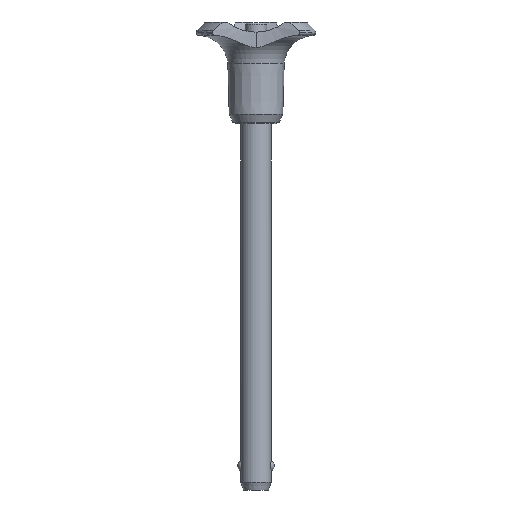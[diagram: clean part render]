
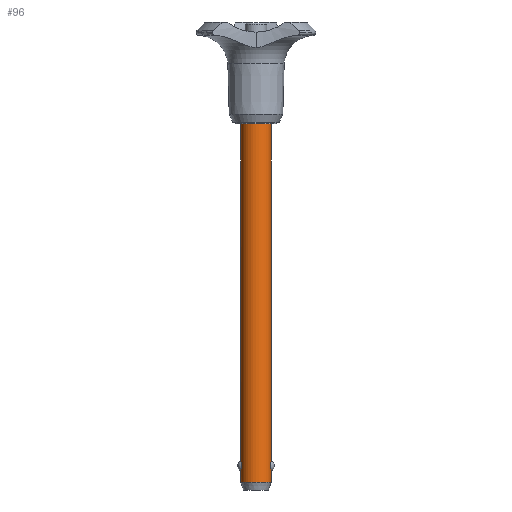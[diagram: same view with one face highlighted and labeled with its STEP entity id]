
A CAD part, front view. The second image highlights one B-rep face of the part: STEP entity #96.
In plain terms, the highlighted cylindrical face has radius 5 mm (diameter 10 mm), a partial arc.
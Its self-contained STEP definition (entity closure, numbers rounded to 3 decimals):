
#96=ADVANCED_FACE('',(#227),#228,.T.);
#227=FACE_OUTER_BOUND('',#395,.T.);
#228=CYLINDRICAL_SURFACE('',#396,5.0);
#395=EDGE_LOOP('',(#617,#618,#619,#620,#621,#622,#623,#624,#625));
#396=AXIS2_PLACEMENT_3D('',#626,#627,#628);
#617=ORIENTED_EDGE('',*,*,#1058,.F.);
#618=ORIENTED_EDGE('',*,*,#1059,.F.);
#619=ORIENTED_EDGE('',*,*,#1060,.F.);
#620=ORIENTED_EDGE('',*,*,#1061,.T.);
#621=ORIENTED_EDGE('',*,*,#1062,.F.);
#622=ORIENTED_EDGE('',*,*,#1063,.T.);
#623=ORIENTED_EDGE('',*,*,#1064,.F.);
#624=ORIENTED_EDGE('',*,*,#1065,.T.);
#625=ORIENTED_EDGE('',*,*,#1066,.T.);
#626=CARTESIAN_POINT('',(0.0,0.0,-59.8));
#627=DIRECTION('',(0.0,0.0,-1.0));
#628=DIRECTION('',(1.0,0.0,0.0));
#1058=EDGE_CURVE('',#1286,#1287,#1288,.T.);
#1059=EDGE_CURVE('',#1289,#1286,#1290,.T.);
#1060=EDGE_CURVE('',#1291,#1289,#1292,.T.);
#1061=EDGE_CURVE('',#1291,#1293,#1294,.T.);
#1062=EDGE_CURVE('',#1295,#1293,#1296,.T.);
#1063=EDGE_CURVE('',#1295,#1297,#1298,.T.);
#1064=EDGE_CURVE('',#1299,#1297,#1300,.T.);
#1065=EDGE_CURVE('',#1299,#1301,#1302,.T.);
#1066=EDGE_CURVE('',#1301,#1287,#1303,.T.);
#1286=VERTEX_POINT('',#1815);
#1287=VERTEX_POINT('',#1816);
#1288=LINE('',#1817,#1818);
#1289=VERTEX_POINT('',#1819);
#1290=CIRCLE('',#1820,5.0);
#1291=VERTEX_POINT('',#1821);
#1292=LINE('',#1822,#1823);
#1293=VERTEX_POINT('',#1824);
#1294=B_SPLINE_CURVE_WITH_KNOTS('',3,(#1825,#1826,#1827,#1828,#1829,#1830,#1831,#1832,#1833,#1834,#1835,#1836,#1837,#1838,#1839,#1840,#1841,#1842,#1843,#1844,#1845,#1846,#1847,#1848,#1849,#1850,#1851,#1852,#1853,#1854,#1855,#1856,#1857,#1858),.UNSPECIFIED.,.F.,.F.,(4,2,2,2,2,2,2,2,2,2,2,2,2,2,2,2,4),(2.748,3.239,3.73,4.018,4.306,4.604,4.901,5.199,5.497,5.794,6.092,6.389,6.687,6.975,7.263,7.754,8.245),.UNSPECIFIED.);
#1295=VERTEX_POINT('',#1859);
#1296=LINE('',#1860,#1861);
#1297=VERTEX_POINT('',#1862);
#1298=CIRCLE('',#1863,5.0);
#1299=VERTEX_POINT('',#1864);
#1300=LINE('',#1865,#1866);
#1301=VERTEX_POINT('',#1867);
#1302=B_SPLINE_CURVE_WITH_KNOTS('',3,(#1868,#1869,#1870,#1871,#1872,#1873,#1874,#1875,#1876,#1877,#1878,#1879,#1880,#1881,#1882,#1883,#1884,#1885),.UNSPECIFIED.,.F.,.F.,(4,2,2,2,2,2,2,2,4),(8.245,8.736,9.227,9.515,9.803,10.1,10.398,10.696,10.993),.UNSPECIFIED.);
#1303=B_SPLINE_CURVE_WITH_KNOTS('',3,(#1886,#1887,#1888,#1889,#1890,#1891,#1892,#1893,#1894,#1895,#1896,#1897,#1898,#1899,#1900,#1901,#1902,#1903),.UNSPECIFIED.,.F.,.F.,(4,2,2,2,2,2,2,2,4),(0.0,0.298,0.595,0.893,1.19,1.478,1.766,2.257,2.748),.UNSPECIFIED.);
#1815=CARTESIAN_POINT('',(5.0,0.0,0.0));
#1816=CARTESIAN_POINT('',(5.0,0.,-110.0));
#1817=CARTESIAN_POINT('',(5.0,0.,-59.8));
#1818=VECTOR('',#2530,1.0);
#1819=CARTESIAN_POINT('',(-5.0,0.,0.));
#1820=AXIS2_PLACEMENT_3D('',#2531,#2532,#2533);
#1821=CARTESIAN_POINT('',(-5.0,0.,-110.0));
#1822=CARTESIAN_POINT('',(-5.0,0.,-59.8));
#1823=VECTOR('',#2534,1.0);
#1824=CARTESIAN_POINT('',(-5.0,0.,-113.464));
#1825=CARTESIAN_POINT('',(-5.0,0.,-110.0));
#1826=CARTESIAN_POINT('',(-5.0,-0.164,-110.0));
#1827=CARTESIAN_POINT('',(-4.991,-0.341,-110.02));
#1828=CARTESIAN_POINT('',(-4.956,-0.684,-110.104));
#1829=CARTESIAN_POINT('',(-4.93,-0.849,-110.169));
#1830=CARTESIAN_POINT('',(-4.884,-1.073,-110.291));
#1831=CARTESIAN_POINT('',(-4.864,-1.16,-110.347));
#1832=CARTESIAN_POINT('',(-4.823,-1.323,-110.473));
#1833=CARTESIAN_POINT('',(-4.801,-1.398,-110.543));
#1834=CARTESIAN_POINT('',(-4.762,-1.527,-110.684));
#1835=CARTESIAN_POINT('',(-4.741,-1.589,-110.765));
#1836=CARTESIAN_POINT('',(-4.703,-1.699,-110.938));
#1837=CARTESIAN_POINT('',(-4.685,-1.747,-111.031));
#1838=CARTESIAN_POINT('',(-4.656,-1.823,-111.226));
#1839=CARTESIAN_POINT('',(-4.644,-1.852,-111.327));
#1840=CARTESIAN_POINT('',(-4.629,-1.891,-111.53));
#1841=CARTESIAN_POINT('',(-4.625,-1.9,-111.633));
#1842=CARTESIAN_POINT('',(-4.625,-1.9,-111.831));
#1843=CARTESIAN_POINT('',(-4.629,-1.891,-111.934));
#1844=CARTESIAN_POINT('',(-4.644,-1.852,-112.137));
#1845=CARTESIAN_POINT('',(-4.656,-1.823,-112.239));
#1846=CARTESIAN_POINT('',(-4.685,-1.747,-112.433));
#1847=CARTESIAN_POINT('',(-4.703,-1.699,-112.526));
#1848=CARTESIAN_POINT('',(-4.741,-1.589,-112.7));
#1849=CARTESIAN_POINT('',(-4.762,-1.527,-112.78));
#1850=CARTESIAN_POINT('',(-4.801,-1.398,-112.921));
#1851=CARTESIAN_POINT('',(-4.823,-1.323,-112.991));
#1852=CARTESIAN_POINT('',(-4.864,-1.16,-113.117));
#1853=CARTESIAN_POINT('',(-4.884,-1.073,-113.173));
#1854=CARTESIAN_POINT('',(-4.93,-0.849,-113.295));
#1855=CARTESIAN_POINT('',(-4.956,-0.684,-113.36));
#1856=CARTESIAN_POINT('',(-4.991,-0.341,-113.444));
#1857=CARTESIAN_POINT('',(-5.0,-0.164,-113.464));
#1858=CARTESIAN_POINT('',(-5.0,0.,-113.464));
#1859=CARTESIAN_POINT('',(-5.0,0.,-117.1));
#1860=CARTESIAN_POINT('',(-5.0,0.,-59.8));
#1861=VECTOR('',#2535,1.0);
#1862=CARTESIAN_POINT('',(5.0,0.,-117.1));
#1863=AXIS2_PLACEMENT_3D('',#2536,#2537,#2538);
#1864=CARTESIAN_POINT('',(5.0,0.,-113.464));
#1865=CARTESIAN_POINT('',(5.0,0.,-59.8));
#1866=VECTOR('',#2539,1.0);
#1867=CARTESIAN_POINT('',(4.625,-1.9,-111.732));
#1868=CARTESIAN_POINT('',(5.0,0.,-113.464));
#1869=CARTESIAN_POINT('',(5.0,-0.164,-113.464));
#1870=CARTESIAN_POINT('',(4.991,-0.341,-113.444));
#1871=CARTESIAN_POINT('',(4.956,-0.684,-113.36));
#1872=CARTESIAN_POINT('',(4.93,-0.849,-113.295));
#1873=CARTESIAN_POINT('',(4.884,-1.073,-113.173));
#1874=CARTESIAN_POINT('',(4.864,-1.16,-113.117));
#1875=CARTESIAN_POINT('',(4.823,-1.323,-112.991));
#1876=CARTESIAN_POINT('',(4.801,-1.398,-112.921));
#1877=CARTESIAN_POINT('',(4.762,-1.527,-112.78));
#1878=CARTESIAN_POINT('',(4.741,-1.589,-112.7));
#1879=CARTESIAN_POINT('',(4.703,-1.699,-112.526));
#1880=CARTESIAN_POINT('',(4.685,-1.747,-112.433));
#1881=CARTESIAN_POINT('',(4.656,-1.823,-112.239));
#1882=CARTESIAN_POINT('',(4.644,-1.852,-112.137));
#1883=CARTESIAN_POINT('',(4.629,-1.891,-111.934));
#1884=CARTESIAN_POINT('',(4.625,-1.9,-111.831));
#1885=CARTESIAN_POINT('',(4.625,-1.9,-111.732));
#1886=CARTESIAN_POINT('',(4.625,-1.9,-111.732));
#1887=CARTESIAN_POINT('',(4.625,-1.9,-111.633));
#1888=CARTESIAN_POINT('',(4.629,-1.891,-111.53));
#1889=CARTESIAN_POINT('',(4.644,-1.852,-111.327));
#1890=CARTESIAN_POINT('',(4.656,-1.823,-111.226));
#1891=CARTESIAN_POINT('',(4.685,-1.747,-111.031));
#1892=CARTESIAN_POINT('',(4.703,-1.699,-110.938));
#1893=CARTESIAN_POINT('',(4.741,-1.589,-110.765));
#1894=CARTESIAN_POINT('',(4.762,-1.527,-110.684));
#1895=CARTESIAN_POINT('',(4.801,-1.398,-110.543));
#1896=CARTESIAN_POINT('',(4.823,-1.323,-110.473));
#1897=CARTESIAN_POINT('',(4.864,-1.16,-110.347));
#1898=CARTESIAN_POINT('',(4.884,-1.073,-110.291));
#1899=CARTESIAN_POINT('',(4.93,-0.849,-110.169));
#1900=CARTESIAN_POINT('',(4.956,-0.684,-110.104));
#1901=CARTESIAN_POINT('',(4.991,-0.341,-110.02));
#1902=CARTESIAN_POINT('',(5.0,-0.164,-110.0));
#1903=CARTESIAN_POINT('',(5.0,0.,-110.0));
#2530=DIRECTION('',(0.0,0.0,-1.0));
#2531=CARTESIAN_POINT('',(0.0,0.0,0.0));
#2532=DIRECTION('',(-0.0,0.,1.0));
#2533=DIRECTION('',(1.0,0.0,0.0));
#2534=DIRECTION('',(-0.0,-0.0,1.0));
#2535=DIRECTION('',(-0.0,-0.0,1.0));
#2536=CARTESIAN_POINT('',(0.0,0.0,-117.1));
#2537=DIRECTION('',(-0.0,0.0,1.0));
#2538=DIRECTION('',(1.0,0.0,0.0));
#2539=DIRECTION('',(0.0,0.0,-1.0));
